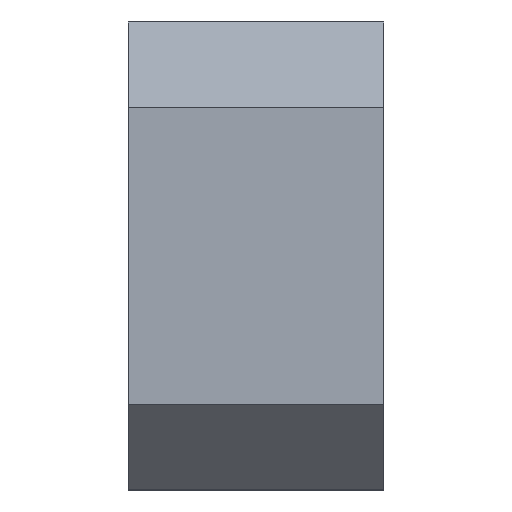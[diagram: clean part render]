
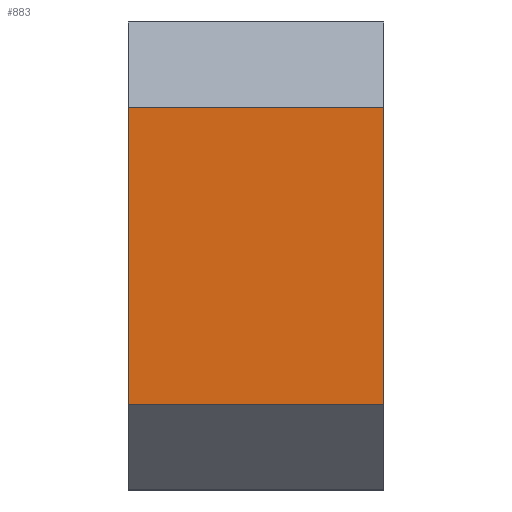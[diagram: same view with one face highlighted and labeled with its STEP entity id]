
A CAD part, left-side view. The second image highlights one B-rep face of the part: STEP entity #883.
In plain terms, the highlighted planar face has unit normal (-1, 0, 0).
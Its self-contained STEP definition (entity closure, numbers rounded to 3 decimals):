
#86=PLANE('',#980);
#123=FACE_OUTER_BOUND('',#178,.T.);
#178=EDGE_LOOP('',(#748,#749,#750,#751));
#228=LINE('',#1335,#306);
#257=LINE('',#1430,#335);
#262=LINE('',#1451,#340);
#263=LINE('',#1453,#341);
#306=VECTOR('',#1068,10.);
#335=VECTOR('',#1163,10.);
#340=VECTOR('',#1184,10.);
#341=VECTOR('',#1187,10.);
#428=VERTEX_POINT('',#1332);
#429=VERTEX_POINT('',#1334);
#461=VERTEX_POINT('',#1427);
#462=VERTEX_POINT('',#1429);
#517=EDGE_CURVE('',#428,#429,#228,.T.);
#564=EDGE_CURVE('',#461,#462,#257,.T.);
#575=EDGE_CURVE('',#462,#428,#262,.T.);
#576=EDGE_CURVE('',#429,#461,#263,.T.);
#748=ORIENTED_EDGE('',*,*,#575,.F.);
#749=ORIENTED_EDGE('',*,*,#564,.F.);
#750=ORIENTED_EDGE('',*,*,#576,.F.);
#751=ORIENTED_EDGE('',*,*,#517,.F.);
#883=ADVANCED_FACE('',(#123),#86,.T.);
#980=AXIS2_PLACEMENT_3D('',#1452,#1185,#1186);
#1068=DIRECTION('',(0.,0.,1.));
#1163=DIRECTION('',(0.,0.,-1.));
#1184=DIRECTION('',(0.,1.,0.));
#1185=DIRECTION('center_axis',(-1.,0.,0.));
#1186=DIRECTION('ref_axis',(0.,0.,-1.));
#1187=DIRECTION('',(0.,-1.,0.));
#1332=CARTESIAN_POINT('',(-34.,0.,-5.));
#1334=CARTESIAN_POINT('',(-34.,0.,9.));
#1335=CARTESIAN_POINT('',(-34.,0.,-9.));
#1427=CARTESIAN_POINT('',(-34.,-12.,9.));
#1429=CARTESIAN_POINT('',(-34.,-12.,-5.));
#1430=CARTESIAN_POINT('',(-34.,-12.,-9.));
#1451=CARTESIAN_POINT('',(-34.,0.,-5.));
#1452=CARTESIAN_POINT('Origin',(-34.,0.,13.));
#1453=CARTESIAN_POINT('',(-34.,0.,9.));
